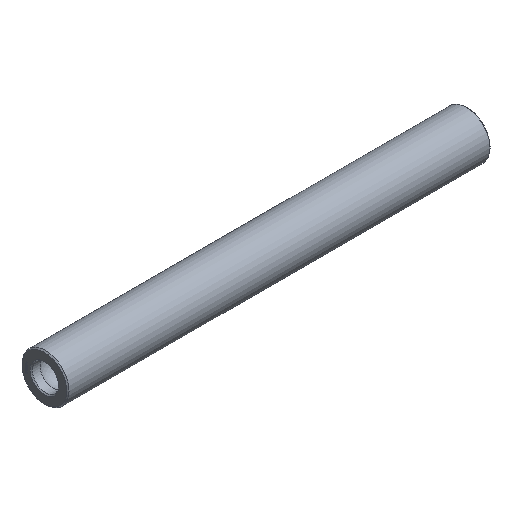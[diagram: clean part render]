
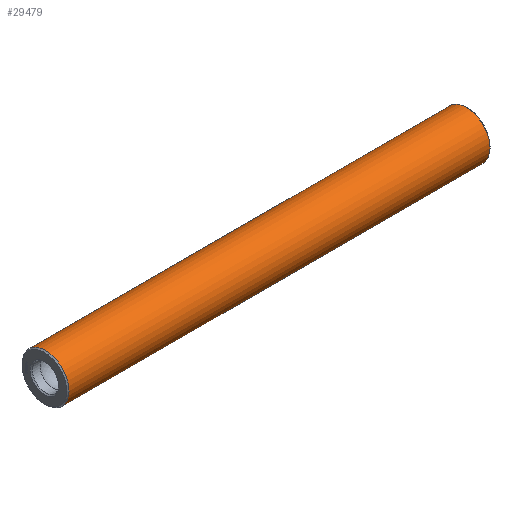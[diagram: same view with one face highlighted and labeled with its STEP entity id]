
A CAD part, isometric view. The second image highlights one B-rep face of the part: STEP entity #29479.
In plain terms, the highlighted cylindrical face has radius 6.25 mm (diameter 12.5 mm), a full revolution.
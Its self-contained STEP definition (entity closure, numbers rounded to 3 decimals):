
#134 = CONICAL_SURFACE('',#135,5.95,0.785);
#135 = AXIS2_PLACEMENT_3D('',#136,#137,#138);
#136 = CARTESIAN_POINT('',(-112.5,0.,0.));
#137 = DIRECTION('',(1.,0.,0.));
#138 = DIRECTION('',(0.,0.,1.));
#10977 = VERTEX_POINT('',#10978);
#10978 = CARTESIAN_POINT('',(-112.2,0.,6.25));
#10999 = EDGE_CURVE('',#10977,#10977,#11000,.T.);
#11000 = SURFACE_CURVE('',#11001,(#11006,#11013),.PCURVE_S1.);
#11001 = CIRCLE('',#11002,6.25);
#11002 = AXIS2_PLACEMENT_3D('',#11003,#11004,#11005);
#11003 = CARTESIAN_POINT('',(-112.2,0.,0.));
#11004 = DIRECTION('',(1.,0.,0.));
#11005 = DIRECTION('',(0.,0.,1.));
#11006 = PCURVE('',#134,#11007);
#11007 = DEFINITIONAL_REPRESENTATION('',(#11008),#11012);
#11008 = LINE('',#11009,#11010);
#11009 = CARTESIAN_POINT('',(0.,0.3));
#11010 = VECTOR('',#11011,1.);
#11011 = DIRECTION('',(1.,0.));
#11012 = ( GEOMETRIC_REPRESENTATION_CONTEXT(2) 
PARAMETRIC_REPRESENTATION_CONTEXT() REPRESENTATION_CONTEXT('2D SPACE',''
  ) );
#11013 = PCURVE('',#11014,#11019);
#11014 = CYLINDRICAL_SURFACE('',#11015,6.25);
#11015 = AXIS2_PLACEMENT_3D('',#11016,#11017,#11018);
#11016 = CARTESIAN_POINT('',(-112.2,0.,0.));
#11017 = DIRECTION('',(1.,0.,0.));
#11018 = DIRECTION('',(0.,0.,1.));
#11019 = DEFINITIONAL_REPRESENTATION('',(#11020),#11024);
#11020 = LINE('',#11021,#11022);
#11021 = CARTESIAN_POINT('',(0.,0.));
#11022 = VECTOR('',#11023,1.);
#11023 = DIRECTION('',(1.,0.));
#11024 = ( GEOMETRIC_REPRESENTATION_CONTEXT(2) 
PARAMETRIC_REPRESENTATION_CONTEXT() REPRESENTATION_CONTEXT('2D SPACE',''
  ) );
#29479 = ADVANCED_FACE('',(#29480),#11014,.T.);
#29480 = FACE_BOUND('',#29481,.T.);
#29481 = EDGE_LOOP('',(#29482,#29483,#29506,#29533));
#29482 = ORIENTED_EDGE('',*,*,#10999,.T.);
#29483 = ORIENTED_EDGE('',*,*,#29484,.T.);
#29484 = EDGE_CURVE('',#10977,#29485,#29487,.T.);
#29485 = VERTEX_POINT('',#29486);
#29486 = CARTESIAN_POINT('',(-0.3,0.,6.25));
#29487 = SEAM_CURVE('',#29488,(#29492,#29499),.PCURVE_S1.);
#29488 = LINE('',#29489,#29490);
#29489 = CARTESIAN_POINT('',(-112.2,0.,6.25));
#29490 = VECTOR('',#29491,1.);
#29491 = DIRECTION('',(1.,0.,0.));
#29492 = PCURVE('',#11014,#29493);
#29493 = DEFINITIONAL_REPRESENTATION('',(#29494),#29498);
#29494 = LINE('',#29495,#29496);
#29495 = CARTESIAN_POINT('',(0.,0.));
#29496 = VECTOR('',#29497,1.);
#29497 = DIRECTION('',(0.,1.));
#29498 = ( GEOMETRIC_REPRESENTATION_CONTEXT(2) 
PARAMETRIC_REPRESENTATION_CONTEXT() REPRESENTATION_CONTEXT('2D SPACE',''
  ) );
#29499 = PCURVE('',#11014,#29500);
#29500 = DEFINITIONAL_REPRESENTATION('',(#29501),#29505);
#29501 = LINE('',#29502,#29503);
#29502 = CARTESIAN_POINT('',(6.283,0.));
#29503 = VECTOR('',#29504,1.);
#29504 = DIRECTION('',(0.,1.));
#29505 = ( GEOMETRIC_REPRESENTATION_CONTEXT(2) 
PARAMETRIC_REPRESENTATION_CONTEXT() REPRESENTATION_CONTEXT('2D SPACE',''
  ) );
#29506 = ORIENTED_EDGE('',*,*,#29507,.F.);
#29507 = EDGE_CURVE('',#29485,#29485,#29508,.T.);
#29508 = SURFACE_CURVE('',#29509,(#29514,#29521),.PCURVE_S1.);
#29509 = CIRCLE('',#29510,6.25);
#29510 = AXIS2_PLACEMENT_3D('',#29511,#29512,#29513);
#29511 = CARTESIAN_POINT('',(-0.3,0.,0.));
#29512 = DIRECTION('',(1.,0.,0.));
#29513 = DIRECTION('',(0.,0.,1.));
#29514 = PCURVE('',#11014,#29515);
#29515 = DEFINITIONAL_REPRESENTATION('',(#29516),#29520);
#29516 = LINE('',#29517,#29518);
#29517 = CARTESIAN_POINT('',(0.,111.9));
#29518 = VECTOR('',#29519,1.);
#29519 = DIRECTION('',(1.,0.));
#29520 = ( GEOMETRIC_REPRESENTATION_CONTEXT(2) 
PARAMETRIC_REPRESENTATION_CONTEXT() REPRESENTATION_CONTEXT('2D SPACE',''
  ) );
#29521 = PCURVE('',#29522,#29527);
#29522 = CONICAL_SURFACE('',#29523,6.25,0.785);
#29523 = AXIS2_PLACEMENT_3D('',#29524,#29525,#29526);
#29524 = CARTESIAN_POINT('',(-0.3,0.,0.));
#29525 = DIRECTION('',(-1.,-0.,-0.));
#29526 = DIRECTION('',(0.,0.,1.));
#29527 = DEFINITIONAL_REPRESENTATION('',(#29528),#29532);
#29528 = LINE('',#29529,#29530);
#29529 = CARTESIAN_POINT('',(-0.,-0.));
#29530 = VECTOR('',#29531,1.);
#29531 = DIRECTION('',(-1.,-0.));
#29532 = ( GEOMETRIC_REPRESENTATION_CONTEXT(2) 
PARAMETRIC_REPRESENTATION_CONTEXT() REPRESENTATION_CONTEXT('2D SPACE',''
  ) );
#29533 = ORIENTED_EDGE('',*,*,#29484,.F.);
